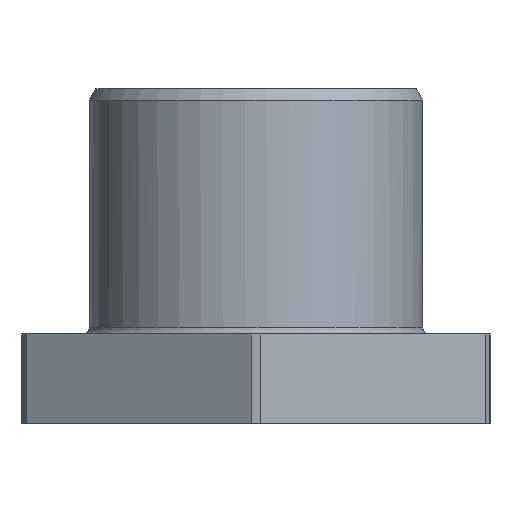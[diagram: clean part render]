
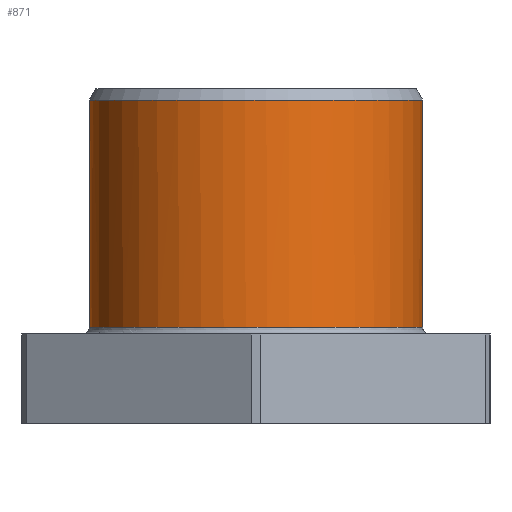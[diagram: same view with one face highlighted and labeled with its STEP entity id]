
A CAD part, front view. The second image highlights one B-rep face of the part: STEP entity #871.
In plain terms, the highlighted cylindrical face has radius 7.475 mm (diameter 14.95 mm), a partial arc.
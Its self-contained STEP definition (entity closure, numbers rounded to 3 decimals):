
#871=ADVANCED_FACE('',(#957),#2093,.T.);
#957=FACE_OUTER_BOUND('',#1046,.T.);
#1046=EDGE_LOOP('',(#1459,#1460,#1461,#1462));
#1459=ORIENTED_EDGE('',*,*,#1683,.T.);
#1460=ORIENTED_EDGE('',*,*,#1684,.T.);
#1461=ORIENTED_EDGE('',*,*,#1681,.T.);
#1462=ORIENTED_EDGE('',*,*,#1695,.F.);
#1681=EDGE_CURVE('',#2066,#2064,#1917,.T.);
#1683=EDGE_CURVE('',#2068,#2067,#1919,.T.);
#1684=EDGE_CURVE('',#2067,#2066,#1873,.T.);
#1695=EDGE_CURVE('',#2068,#2064,#1878,.T.);
#1873=B_SPLINE_CURVE_WITH_KNOTS('',1,(#5203,#5204),.UNSPECIFIED.,.F.,.F.,
(2,2),(1.14,11.34),.UNSPECIFIED.);
#1878=B_SPLINE_CURVE_WITH_KNOTS('',1,(#5253,#5254),.UNSPECIFIED.,.F.,.F.,
(2,2),(1.14,11.34),.UNSPECIFIED.);
#1917=(
BOUNDED_CURVE()
B_SPLINE_CURVE(2,(#5188,#5189,#5190,#5191,#5192),.UNSPECIFIED.,.F.,.F.)
B_SPLINE_CURVE_WITH_KNOTS((3,2,3),(0.,11.742,23.483),
 .UNSPECIFIED.)
CURVE()
GEOMETRIC_REPRESENTATION_ITEM()
RATIONAL_B_SPLINE_CURVE((1.,0.707,1.,0.707,1.))
REPRESENTATION_ITEM('')
);
#1919=(
BOUNDED_CURVE()
B_SPLINE_CURVE(2,(#5198,#5199,#5200,#5201,#5202),.UNSPECIFIED.,.F.,.F.)
B_SPLINE_CURVE_WITH_KNOTS((3,2,3),(0.,11.742,23.483),
 .UNSPECIFIED.)
CURVE()
GEOMETRIC_REPRESENTATION_ITEM()
RATIONAL_B_SPLINE_CURVE((1.,0.707,1.,0.707,1.))
REPRESENTATION_ITEM('')
);
#2064=VERTEX_POINT('',#3715);
#2066=VERTEX_POINT('',#3717);
#2067=VERTEX_POINT('',#3718);
#2068=VERTEX_POINT('',#3719);
#2093=CYLINDRICAL_SURFACE('',#2389,7.475);
#2389=AXIS2_PLACEMENT_3D('',#3548,#2428,$);
#2428=DIRECTION('',(0.,0.,1.));
#3548=CARTESIAN_POINT('',(12.061,99.997,61.4));
#3715=CARTESIAN_POINT('',(19.536,99.997,66.5));
#3717=CARTESIAN_POINT('',(4.586,99.997,66.5));
#3718=CARTESIAN_POINT('',(4.586,99.997,56.3));
#3719=CARTESIAN_POINT('',(19.536,99.997,56.3));
#5188=CARTESIAN_POINT('',(4.586,99.997,66.5));
#5189=CARTESIAN_POINT('',(4.586,107.472,66.5));
#5190=CARTESIAN_POINT('',(12.061,107.472,66.5));
#5191=CARTESIAN_POINT('',(19.536,107.472,66.5));
#5192=CARTESIAN_POINT('',(19.536,99.997,66.5));
#5198=CARTESIAN_POINT('',(19.536,99.997,56.3));
#5199=CARTESIAN_POINT('',(19.536,107.472,56.3));
#5200=CARTESIAN_POINT('',(12.061,107.472,56.3));
#5201=CARTESIAN_POINT('',(4.586,107.472,56.3));
#5202=CARTESIAN_POINT('',(4.586,99.997,56.3));
#5203=CARTESIAN_POINT('',(4.586,99.997,56.3));
#5204=CARTESIAN_POINT('',(4.586,99.997,66.5));
#5253=CARTESIAN_POINT('',(19.536,99.997,56.3));
#5254=CARTESIAN_POINT('',(19.536,99.997,66.5));
